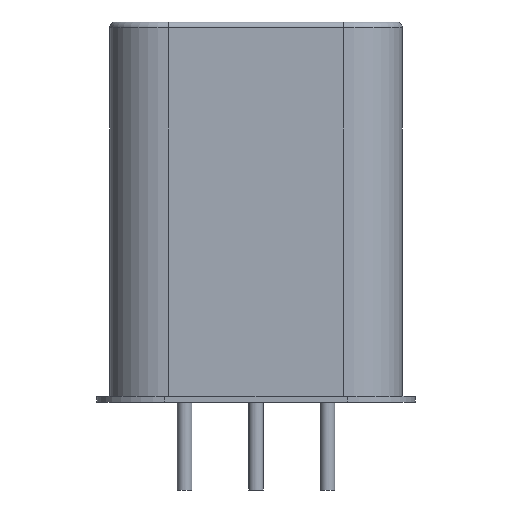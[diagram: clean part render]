
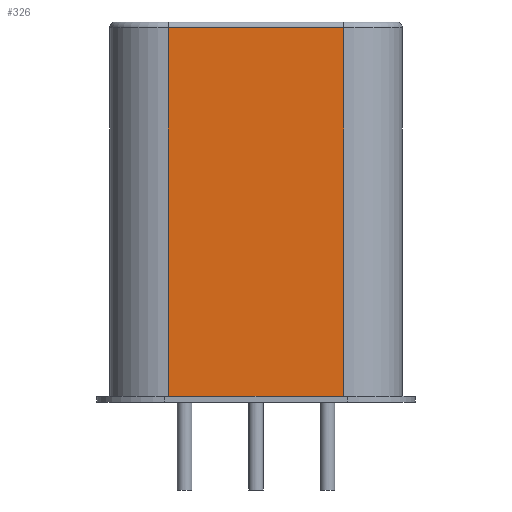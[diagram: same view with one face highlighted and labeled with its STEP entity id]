
A CAD part, front view. The second image highlights one B-rep face of the part: STEP entity #326.
In plain terms, the highlighted planar face has unit normal (0, -1, 0).
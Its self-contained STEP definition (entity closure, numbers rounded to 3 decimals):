
#13=DIRECTION('',(0.,0.,1.));
#27=VECTOR('',#13,1.);
#33=VECTOR('',#34,1.);
#34=DIRECTION('',(1.,0.,0.));
#104=VECTOR('',#105,1.);
#105=DIRECTION('',(-1.,0.,0.));
#123=CARTESIAN_POINT('',(5.44,-2.,0.1));
#127=CARTESIAN_POINT('',(-0.56,-2.,0.1));
#174=VERTEX_POINT('',#175);
#175=CARTESIAN_POINT('',(5.44,-2.,0.3));
#177=EDGE_CURVE('',#178,#174,#180,.T.);
#178=VERTEX_POINT('',#179);
#179=CARTESIAN_POINT('',(-0.56,-2.,0.3));
#180=LINE('',#181,#33);
#181=CARTESIAN_POINT('',(2.378,-2.,0.3));
#221=DIRECTION('',(0.,-1.,0.));
#317=VERTEX_POINT('',#318);
#318=CARTESIAN_POINT('',(-0.56,-2.,12.9));
#323=ORIENTED_EDGE('',*,*,#324,.F.);
#324=EDGE_CURVE('',#178,#317,#325,.T.);
#325=LINE('',#127,#27);
#326=ADVANCED_FACE('',(#327),#338,.T.);
#327=FACE_BOUND('',#328,.T.);
#328=EDGE_LOOP('',(#329,#330,#335,#323));
#329=ORIENTED_EDGE('',*,*,#177,.T.);
#330=ORIENTED_EDGE('',*,*,#331,.T.);
#331=EDGE_CURVE('',#174,#332,#334,.T.);
#332=VERTEX_POINT('',#333);
#333=CARTESIAN_POINT('',(5.44,-2.,12.9));
#334=LINE('',#123,#27);
#335=ORIENTED_EDGE('',*,*,#336,.T.);
#336=EDGE_CURVE('',#332,#317,#337,.T.);
#337=LINE('',#333,#104);
#338=PLANE('',#339);
#339=AXIS2_PLACEMENT_3D('',#123,#221,#105);
